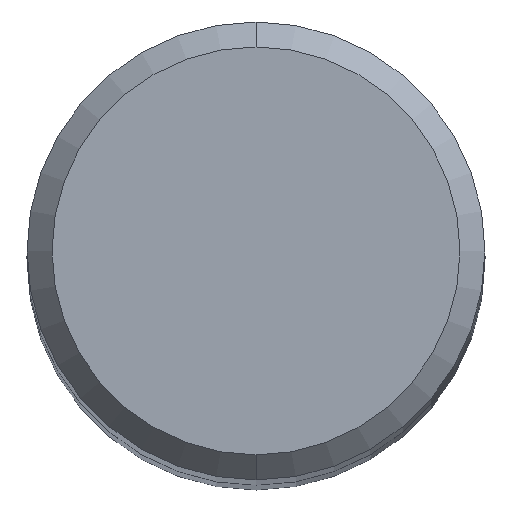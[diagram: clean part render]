
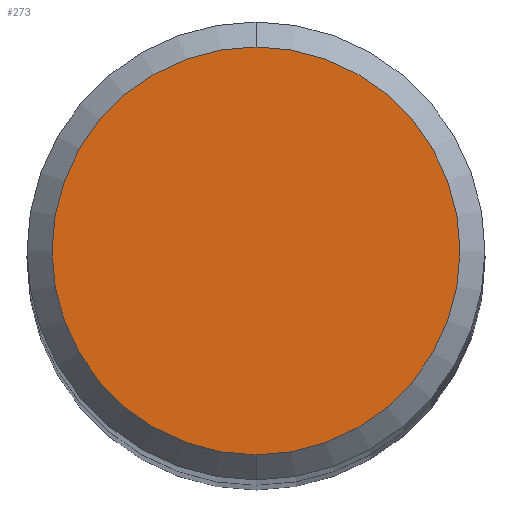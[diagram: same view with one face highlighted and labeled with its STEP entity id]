
A CAD part, top view. The second image highlights one B-rep face of the part: STEP entity #273.
In plain terms, the highlighted planar face has unit normal (0, 0, 1).
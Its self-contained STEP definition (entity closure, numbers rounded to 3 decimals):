
#189=VERTEX_POINT('',#466);
#245=EDGE_CURVE('',#189,#343,#529,.T.);
#273=ADVANCED_FACE('',(#559),#560,.T.);
#343=VERTEX_POINT('',#637);
#355=EDGE_CURVE('',#343,#189,#652,.T.);
#466=CARTESIAN_POINT('',(0.,-4.9,0.0));
#529=CIRCLE('',#963,4.9);
#559=FACE_OUTER_BOUND('',#1020,.T.);
#560=PLANE('',#1021);
#637=CARTESIAN_POINT('',(0.0,4.9,0.0));
#652=CIRCLE('',#1263,4.9);
#963=AXIS2_PLACEMENT_3D('',#1478,#1479,#1480);
#1020=EDGE_LOOP('',(#1504,#1505));
#1021=AXIS2_PLACEMENT_3D('',#1506,#1507,#1508);
#1263=AXIS2_PLACEMENT_3D('',#1614,#1615,#1616);
#1478=CARTESIAN_POINT('',(0.0,0.0,0.0));
#1479=DIRECTION('',(0.0,0.0,-1.0));
#1480=DIRECTION('',(0.0,1.0,0.0));
#1504=ORIENTED_EDGE('',*,*,#355,.F.);
#1505=ORIENTED_EDGE('',*,*,#245,.F.);
#1506=CARTESIAN_POINT('',(0.0,2.45,0.0));
#1507=DIRECTION('',(-0.0,0.0,1.0));
#1508=DIRECTION('',(0.0,-1.0,0.0));
#1614=CARTESIAN_POINT('',(0.0,0.0,0.0));
#1615=DIRECTION('',(0.0,0.0,-1.0));
#1616=DIRECTION('',(0.0,1.0,0.0));
